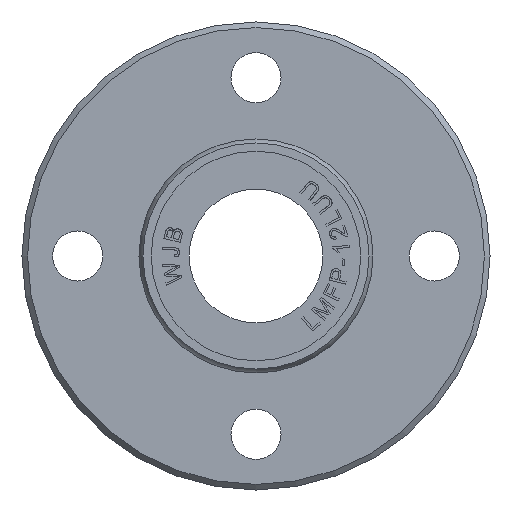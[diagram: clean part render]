
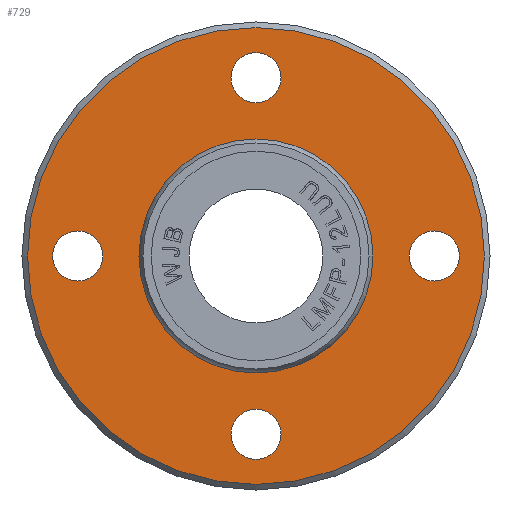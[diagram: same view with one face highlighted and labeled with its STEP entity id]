
A CAD part, left-side view. The second image highlights one B-rep face of the part: STEP entity #729.
In plain terms, the highlighted planar face has unit normal (-1, 0, 0).
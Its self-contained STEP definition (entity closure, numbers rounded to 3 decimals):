
#477=PLANE('',#6832);
#729=ADVANCED_FACE('',(#1273,#1274,#1275,#1276,#1277,#1278),#477,.T.);
#1165=CIRCLE('',#6823,20.5);
#1167=CIRCLE('',#6827,10.286);
#1168=CIRCLE('',#6828,2.25);
#1169=CIRCLE('',#6829,2.25);
#1170=CIRCLE('',#6830,2.25);
#1171=CIRCLE('',#6831,2.25);
#1273=FACE_BOUND('',#1395,.T.);
#1274=FACE_BOUND('',#1396,.T.);
#1275=FACE_BOUND('',#1397,.T.);
#1276=FACE_BOUND('',#1398,.T.);
#1277=FACE_BOUND('',#1399,.T.);
#1278=FACE_BOUND('',#1400,.T.);
#1395=EDGE_LOOP('',(#3210));
#1396=EDGE_LOOP('',(#3211));
#1397=EDGE_LOOP('',(#3212));
#1398=EDGE_LOOP('',(#3213));
#1399=EDGE_LOOP('',(#3214));
#1400=EDGE_LOOP('',(#3215));
#3210=ORIENTED_EDGE('',*,*,#5709,.F.);
#3211=ORIENTED_EDGE('',*,*,#5711,.F.);
#3212=ORIENTED_EDGE('',*,*,#5712,.T.);
#3213=ORIENTED_EDGE('',*,*,#5713,.T.);
#3214=ORIENTED_EDGE('',*,*,#5714,.T.);
#3215=ORIENTED_EDGE('',*,*,#5715,.T.);
#5075=VERTEX_POINT('',#10002);
#5077=VERTEX_POINT('',#10008);
#5078=VERTEX_POINT('',#10010);
#5079=VERTEX_POINT('',#10012);
#5080=VERTEX_POINT('',#10014);
#5081=VERTEX_POINT('',#10016);
#5709=EDGE_CURVE('',#5075,#5075,#1165,.T.);
#5711=EDGE_CURVE('',#5077,#5077,#1167,.T.);
#5712=EDGE_CURVE('',#5078,#5078,#1168,.T.);
#5713=EDGE_CURVE('',#5079,#5079,#1169,.T.);
#5714=EDGE_CURVE('',#5080,#5080,#1170,.T.);
#5715=EDGE_CURVE('',#5081,#5081,#1171,.T.);
#6823=AXIS2_PLACEMENT_3D('',#10001,#7422,#7423);
#6827=AXIS2_PLACEMENT_3D('',#10007,#7430,#7431);
#6828=AXIS2_PLACEMENT_3D('',#10009,#7432,#7433);
#6829=AXIS2_PLACEMENT_3D('',#10011,#7434,#7435);
#6830=AXIS2_PLACEMENT_3D('',#10013,#7436,#7437);
#6831=AXIS2_PLACEMENT_3D('',#10015,#7438,#7439);
#6832=AXIS2_PLACEMENT_3D('',#10017,#7440,#7441);
#7422=DIRECTION('',(1.,0.,0.));
#7423=DIRECTION('',(0.,0.,-1.));
#7430=DIRECTION('',(-1.,0.,0.));
#7431=DIRECTION('',(0.,0.,1.));
#7432=DIRECTION('',(1.,0.,0.));
#7433=DIRECTION('',(0.,1.,0.));
#7434=DIRECTION('',(1.,0.,0.));
#7435=DIRECTION('',(0.,1.,0.));
#7436=DIRECTION('',(1.,0.,0.));
#7437=DIRECTION('',(0.,1.,0.));
#7438=DIRECTION('',(1.,0.,0.));
#7439=DIRECTION('',(0.,1.,0.));
#7440=DIRECTION('',(-1.,0.,0.));
#7441=DIRECTION('',(0.,0.,1.));
#10001=CARTESIAN_POINT('',(6.,0.,0.));
#10002=CARTESIAN_POINT('',(6.,0.,20.5));
#10007=CARTESIAN_POINT('',(6.,0.,0.));
#10008=CARTESIAN_POINT('',(6.,0.,10.286));
#10009=CARTESIAN_POINT('',(6.,16.,0.));
#10010=CARTESIAN_POINT('',(6.,13.75,0.));
#10011=CARTESIAN_POINT('',(6.,-16.,0.));
#10012=CARTESIAN_POINT('',(6.,-18.25,0.));
#10013=CARTESIAN_POINT('',(6.,0.,16.));
#10014=CARTESIAN_POINT('',(6.,-2.25,16.));
#10015=CARTESIAN_POINT('',(6.,0.,-16.));
#10016=CARTESIAN_POINT('',(6.,-2.25,-16.));
#10017=CARTESIAN_POINT('',(6.,0.,15.643));
